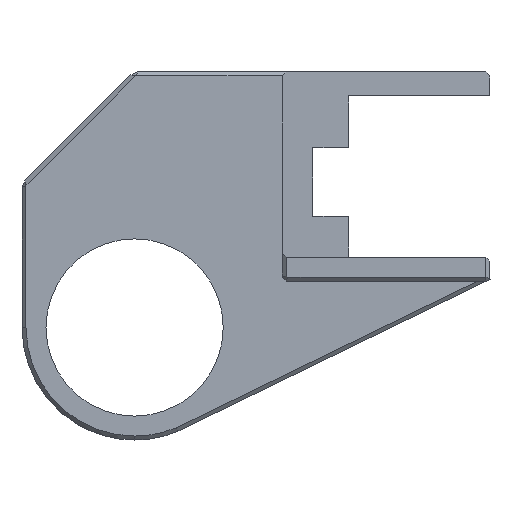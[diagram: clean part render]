
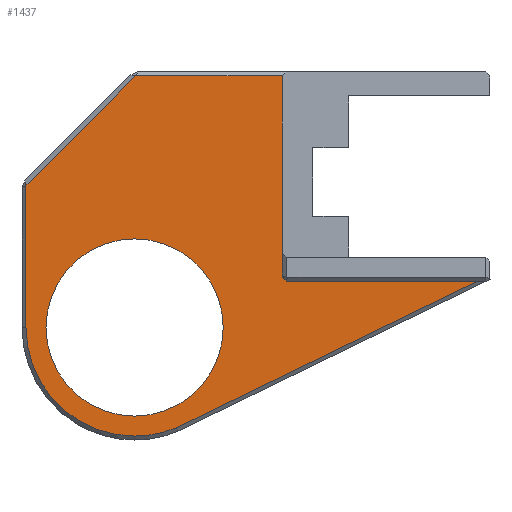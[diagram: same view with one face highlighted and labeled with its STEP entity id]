
A CAD part, left-side view. The second image highlights one B-rep face of the part: STEP entity #1437.
In plain terms, the highlighted planar face has unit normal (-1, 0, 0).
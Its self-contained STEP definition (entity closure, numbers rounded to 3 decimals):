
#121=CIRCLE('',#1524,13.6);
#122=CIRCLE('',#1525,13.6);
#123=CIRCLE('',#1526,11.1);
#124=CIRCLE('',#1527,11.1);
#195=VERTEX_POINT('',#2043);
#196=VERTEX_POINT('',#2044);
#200=VERTEX_POINT('',#2055);
#205=VERTEX_POINT('',#2073);
#206=VERTEX_POINT('',#2075);
#207=VERTEX_POINT('',#2077);
#208=VERTEX_POINT('',#2079);
#209=VERTEX_POINT('',#2081);
#210=VERTEX_POINT('',#2083);
#211=VERTEX_POINT('',#2086);
#212=VERTEX_POINT('',#2087);
#327=VECTOR('',#1685,1.);
#333=VECTOR('',#1692,1.);
#342=VECTOR('',#1705,1.);
#343=VECTOR('',#1706,1.);
#344=VECTOR('',#1707,1.);
#345=VECTOR('',#1712,1.);
#346=VECTOR('',#1713,1.);
#502=LINE('',#2042,#327);
#508=LINE('',#2054,#333);
#517=LINE('',#2072,#342);
#518=LINE('',#2074,#343);
#519=LINE('',#2076,#344);
#520=LINE('',#2082,#345);
#521=LINE('',#2084,#346);
#686=EDGE_CURVE('',#195,#196,#502,.T.);
#692=EDGE_CURVE('',#196,#200,#508,.T.);
#701=EDGE_CURVE('',#205,#195,#517,.T.);
#702=EDGE_CURVE('',#206,#205,#518,.T.);
#703=EDGE_CURVE('',#207,#206,#519,.T.);
#704=EDGE_CURVE('',#207,#208,#121,.T.);
#705=EDGE_CURVE('',#208,#209,#122,.T.);
#706=EDGE_CURVE('',#210,#209,#520,.T.);
#707=EDGE_CURVE('',#210,#200,#521,.T.);
#708=EDGE_CURVE('',#211,#212,#123,.T.);
#709=EDGE_CURVE('',#212,#211,#124,.T.);
#939=ORIENTED_EDGE('',*,*,#692,.F.);
#940=ORIENTED_EDGE('',*,*,#686,.F.);
#941=ORIENTED_EDGE('',*,*,#701,.F.);
#942=ORIENTED_EDGE('',*,*,#702,.F.);
#943=ORIENTED_EDGE('',*,*,#703,.F.);
#944=ORIENTED_EDGE('',*,*,#704,.T.);
#945=ORIENTED_EDGE('',*,*,#705,.T.);
#946=ORIENTED_EDGE('',*,*,#706,.F.);
#947=ORIENTED_EDGE('',*,*,#707,.T.);
#948=ORIENTED_EDGE('',*,*,#708,.F.);
#949=ORIENTED_EDGE('',*,*,#709,.F.);
#1262=EDGE_LOOP('',(#939,#940,#941,#942,#943,#944,#945,#946,#947));
#1263=EDGE_LOOP('',(#948,#949));
#1351=FACE_BOUND('',#1262,.T.);
#1352=FACE_BOUND('',#1263,.T.);
#1437=ADVANCED_FACE('',(#1351,#1352),#2364,.F.);
#1523=AXIS2_PLACEMENT_3D('',#2071,#1704,$);
#1524=AXIS2_PLACEMENT_3D('',#2078,#1708,#1709);
#1525=AXIS2_PLACEMENT_3D('',#2080,#1710,#1711);
#1526=AXIS2_PLACEMENT_3D('',#2085,#1714,#1715);
#1527=AXIS2_PLACEMENT_3D('',#2088,#1716,#1717);
#1685=DIRECTION('',(0.,0.,-1.));
#1692=DIRECTION('',(0.,-0.707,-0.707));
#1704=DIRECTION('',(1.,0.,0.));
#1705=DIRECTION('',(0.,-1.,0.));
#1706=DIRECTION('',(0.,-0.707,0.707));
#1707=DIRECTION('',(0.,0.,1.));
#1708=DIRECTION('',(-1.,0.,0.));
#1709=DIRECTION('',(0.,0.,-13.6));
#1710=DIRECTION('',(-1.,0.,0.));
#1711=DIRECTION('',(0.,0.,-13.6));
#1712=DIRECTION('',(0.,0.899,-0.437));
#1713=DIRECTION('',(0.,1.,0.));
#1714=DIRECTION('',(-1.,0.,0.));
#1715=DIRECTION('',(0.,0.,11.1));
#1716=DIRECTION('',(-1.,0.,0.));
#1717=DIRECTION('',(0.,0.,11.1));
#2042=CARTESIAN_POINT('',(-129.9,466.747,22.759));
#2043=CARTESIAN_POINT('',(-129.9,466.747,22.759));
#2044=CARTESIAN_POINT('',(-129.9,466.747,-2.442));
#2054=CARTESIAN_POINT('',(-129.9,466.747,-2.442));
#2055=CARTESIAN_POINT('',(-129.9,466.248,-2.941));
#2071=CARTESIAN_POINT('',(-129.9,470.047,0.209));
#2072=CARTESIAN_POINT('',(-129.9,485.14,22.759));
#2073=CARTESIAN_POINT('',(-129.9,485.14,22.759));
#2074=CARTESIAN_POINT('',(-129.9,498.847,9.051));
#2075=CARTESIAN_POINT('',(-129.9,498.847,9.051));
#2076=CARTESIAN_POINT('',(-129.9,498.847,-8.741));
#2077=CARTESIAN_POINT('',(-129.9,498.847,-8.741));
#2078=CARTESIAN_POINT('',(-129.9,485.247,-8.741));
#2079=CARTESIAN_POINT('',(-129.9,485.247,-22.341));
#2080=CARTESIAN_POINT('',(-129.9,485.247,-8.741));
#2081=CARTESIAN_POINT('',(-129.9,480.036,-21.303));
#2082=CARTESIAN_POINT('',(-129.9,442.295,-2.941));
#2083=CARTESIAN_POINT('',(-129.9,442.295,-2.941));
#2084=CARTESIAN_POINT('',(-129.9,442.295,-2.941));
#2085=CARTESIAN_POINT('',(-129.9,485.247,-8.741));
#2086=CARTESIAN_POINT('',(-129.9,485.247,-19.841));
#2087=CARTESIAN_POINT('',(-129.9,485.247,2.359));
#2088=CARTESIAN_POINT('',(-129.9,485.247,-8.741));
#2364=PLANE('',#1523);
